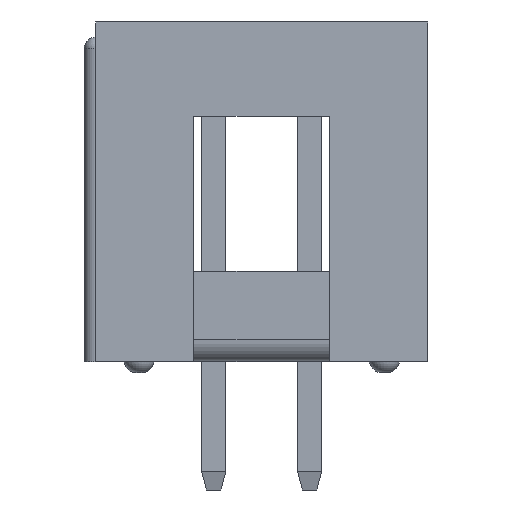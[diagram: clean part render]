
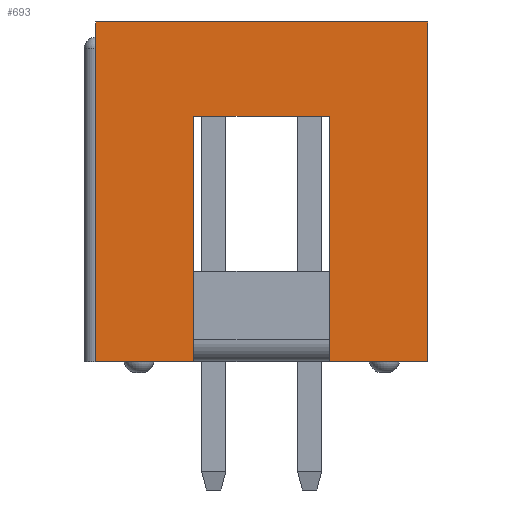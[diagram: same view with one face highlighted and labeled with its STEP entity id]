
A CAD part, left-side view. The second image highlights one B-rep face of the part: STEP entity #693.
In plain terms, the highlighted planar face has unit normal (-1, 0, 0).
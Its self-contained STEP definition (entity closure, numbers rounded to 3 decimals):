
#693=ADVANCED_FACE('',(#2883),#2885,.T.);
#2883=FACE_BOUND('',#2884,.T.);
#2884=EDGE_LOOP('',(#4662,#4663,#4664,#4665,#4666,#4667,#4668,#4669));
#2885=PLANE('',#2886);
#2886=AXIS2_PLACEMENT_3D('',#2887,#2888,#2889);
#2887=CARTESIAN_POINT('',(-5.22,5.67,0.3));
#2888=DIRECTION('',(-1.,0.,0.));
#2889=DIRECTION('',(0.,-1.,0.));
#4662=ORIENTED_EDGE('',*,*,#5768,.T.);
#4663=ORIENTED_EDGE('',*,*,#5769,.T.);
#4664=ORIENTED_EDGE('',*,*,#5770,.T.);
#4665=ORIENTED_EDGE('',*,*,#5771,.T.);
#4666=ORIENTED_EDGE('',*,*,#5750,.T.);
#4667=ORIENTED_EDGE('',*,*,#5766,.F.);
#4668=ORIENTED_EDGE('',*,*,#5772,.F.);
#4669=ORIENTED_EDGE('',*,*,#5773,.T.);
#5750=EDGE_CURVE('',#6310,#6308,#6311,.T.);
#5766=EDGE_CURVE('',#6339,#6308,#6341,.T.);
#5768=EDGE_CURVE('',#6343,#6344,#6345,.F.);
#5769=EDGE_CURVE('',#6344,#6346,#6347,.F.);
#5770=EDGE_CURVE('',#6346,#6348,#6349,.F.);
#5771=EDGE_CURVE('',#6348,#6310,#6350,.T.);
#5772=EDGE_CURVE('',#6351,#6339,#6352,.T.);
#5773=EDGE_CURVE('',#6351,#6343,#6353,.T.);
#6308=VERTEX_POINT('',#7214);
#6310=VERTEX_POINT('',#7218);
#6311=LINE('',#7219,#7220);
#6339=VERTEX_POINT('',#7277);
#6341=LINE('',#7281,#7282);
#6343=VERTEX_POINT('',#7287);
#6344=VERTEX_POINT('',#7288);
#6345=LINE('',#7289,#7290);
#6346=VERTEX_POINT('',#7292);
#6347=LINE('',#7293,#7294);
#6348=VERTEX_POINT('',#7296);
#6349=LINE('',#7297,#7298);
#6350=LINE('',#7300,#7301);
#6351=VERTEX_POINT('',#7303);
#6352=LINE('',#7304,#7305);
#6353=LINE('',#7307,#7308);
#7214=CARTESIAN_POINT('',(-5.22,-3.13,9.3));
#7218=CARTESIAN_POINT('',(-5.22,-3.13,0.3));
#7219=CARTESIAN_POINT('',(-5.22,-3.13,0.3));
#7220=VECTOR('',#7221,1.);
#7221=DIRECTION('',(0.,0.,1.));
#7277=CARTESIAN_POINT('',(-5.22,5.67,9.3));
#7281=CARTESIAN_POINT('',(-5.22,5.67,9.3));
#7282=VECTOR('',#7283,1.);
#7283=DIRECTION('',(0.,-1.,0.));
#7287=CARTESIAN_POINT('',(-5.22,3.07,0.3));
#7288=CARTESIAN_POINT('',(-5.22,3.07,6.8));
#7289=CARTESIAN_POINT('',(-5.22,3.07,6.8));
#7290=VECTOR('',#7291,1.);
#7291=DIRECTION('',(0.,0.,-1.));
#7292=CARTESIAN_POINT('',(-5.22,-0.53,6.8));
#7293=CARTESIAN_POINT('',(-5.22,-0.53,6.8));
#7294=VECTOR('',#7295,1.);
#7295=DIRECTION('',(0.,1.,0.));
#7296=CARTESIAN_POINT('',(-5.22,-0.53,0.3));
#7297=CARTESIAN_POINT('',(-5.22,-0.53,0.3));
#7298=VECTOR('',#7299,1.);
#7299=DIRECTION('',(0.,0.,1.));
#7300=CARTESIAN_POINT('',(-5.22,-0.53,0.3));
#7301=VECTOR('',#7302,1.);
#7302=DIRECTION('',(0.,-1.,0.));
#7303=CARTESIAN_POINT('',(-5.22,5.67,0.3));
#7304=CARTESIAN_POINT('',(-5.22,5.67,0.3));
#7305=VECTOR('',#7306,1.);
#7306=DIRECTION('',(0.,0.,1.));
#7307=CARTESIAN_POINT('',(-5.22,5.67,0.3));
#7308=VECTOR('',#7309,1.);
#7309=DIRECTION('',(0.,-1.,0.));
